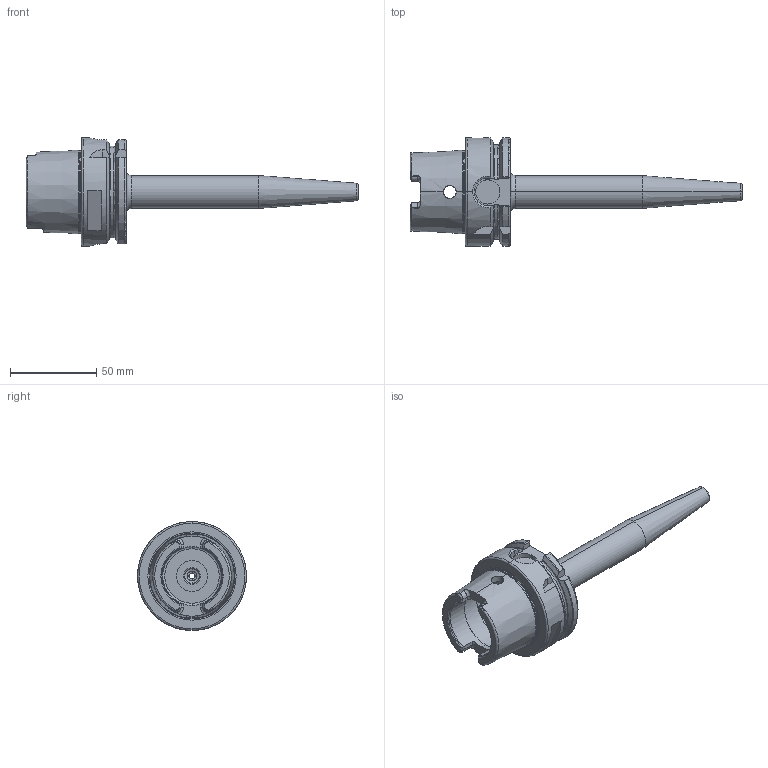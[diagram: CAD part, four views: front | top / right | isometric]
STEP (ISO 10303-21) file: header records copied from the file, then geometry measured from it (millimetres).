
FILE_DESCRIPTION (( 'STEP AP203' ), '1' );
FILE_NAME ('HA63A260A03160HP1.STEP', '2020-09-14T08:25:49', ( 'user' ), ( '' ), 'SwSTEP 2.0', 'SolidWorks 2013', '' );
FILE_SCHEMA (( 'CONFIG_CONTROL_DESIGN' ));
Length unit declared in the file: millimetre
Products named in the file (1): HA63A260A03160HP1
Bounding box: 192 x 63 x 63 mm (x, y, z)
Volume: 109126.8 mm3; surface area: 31595.3 mm2
Topology: 1 solids, 1 shells, 209 faces, 541 edges, 332 vertices
Faces by surface type: plane 64, cylinder 54, cone 40, torus 39, bspline 12
Entity records: 7858 total; most frequent: CARTESIAN_POINT 2898, ORIENTED_EDGE 1074, DIRECTION 967, EDGE_CURVE 537, AXIS2_PLACEMENT_3D 391, VERTEX_POINT 332, EDGE_LOOP 221, FACE_OUTER_BOUND 209
